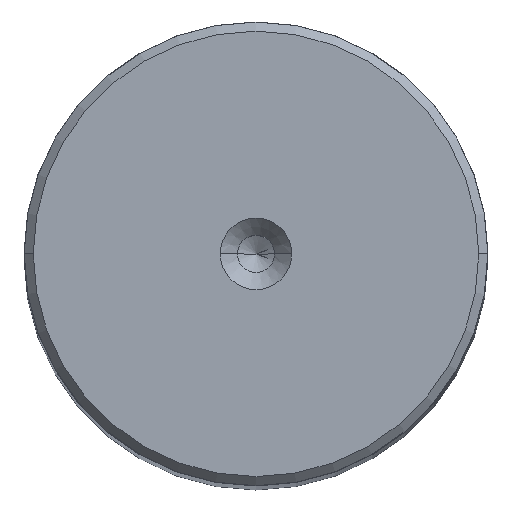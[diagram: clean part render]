
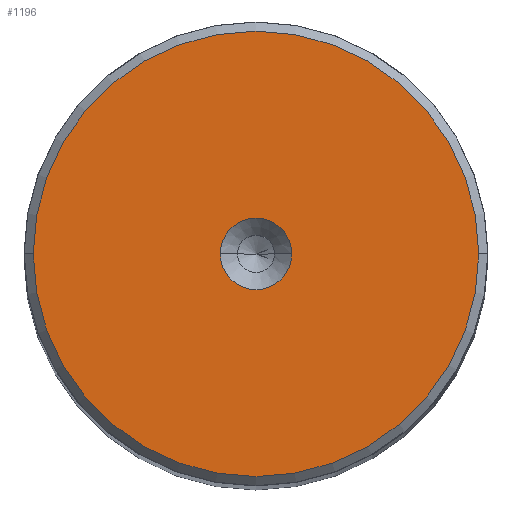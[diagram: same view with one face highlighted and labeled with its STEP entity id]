
A CAD part, top view. The second image highlights one B-rep face of the part: STEP entity #1196.
In plain terms, the highlighted planar face has unit normal (0, 0, 1).
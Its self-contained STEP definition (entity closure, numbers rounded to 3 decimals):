
#22 = EDGE_CURVE ( 'NONE', #2497, #722, #2477, .T. ) ;
#146 = AXIS2_PLACEMENT_3D ( 'NONE', #601, #805, #1470 ) ;
#252 = AXIS2_PLACEMENT_3D ( 'NONE', #1621, #1406, #976 ) ;
#303 = EDGE_CURVE ( 'NONE', #2188, #1227, #897, .T. ) ;
#338 = CIRCLE ( 'NONE', #252, 24.016 ) ;
#441 = AXIS2_PLACEMENT_3D ( 'NONE', #1647, #1202, #2688 ) ;
#572 = PLANE ( 'NONE',  #441 ) ;
#594 = EDGE_LOOP ( 'NONE', ( #2342, #2226 ) ) ;
#601 = CARTESIAN_POINT ( 'NONE',  ( 0., 0., 260. ) ) ;
#722 = VERTEX_POINT ( 'NONE', #2643 ) ;
#730 = CARTESIAN_POINT ( 'NONE',  ( 24.016, 0., 260. ) ) ;
#805 = DIRECTION ( 'NONE',  ( 0., 0., 1. ) ) ;
#897 = CIRCLE ( 'NONE', #1866, 24.016 ) ;
#976 = DIRECTION ( 'NONE',  ( 1., 0., 0. ) ) ;
#1172 = DIRECTION ( 'NONE',  ( 1., 0., 0. ) ) ;
#1196 = ADVANCED_FACE ( 'NONE', ( #1325, #1600 ), #572, .T. ) ;
#1202 = DIRECTION ( 'NONE',  ( 0., 0., 1. ) ) ;
#1227 = VERTEX_POINT ( 'NONE', #1853 ) ;
#1325 = FACE_BOUND ( 'NONE', #2145, .T. ) ;
#1406 = DIRECTION ( 'NONE',  ( 0., 0., 1. ) ) ;
#1434 = AXIS2_PLACEMENT_3D ( 'NONE', #2230, #2455, #1172 ) ;
#1470 = DIRECTION ( 'NONE',  ( 1., 0., 0. ) ) ;
#1478 = DIRECTION ( 'NONE',  ( 0., 0., 1. ) ) ;
#1600 = FACE_OUTER_BOUND ( 'NONE', #594, .T. ) ;
#1621 = CARTESIAN_POINT ( 'NONE',  ( 0., 0., 260. ) ) ;
#1629 = EDGE_CURVE ( 'NONE', #1227, #2188, #338, .T. ) ;
#1641 = EDGE_CURVE ( 'NONE', #722, #2497, #2503, .T. ) ;
#1647 = CARTESIAN_POINT ( 'NONE',  ( 0., 0., 260. ) ) ;
#1797 = ORIENTED_EDGE ( 'NONE', *, *, #1641, .F. ) ;
#1840 = ORIENTED_EDGE ( 'NONE', *, *, #22, .F. ) ;
#1853 = CARTESIAN_POINT ( 'NONE',  ( -24.016, 0., 260. ) ) ;
#1866 = AXIS2_PLACEMENT_3D ( 'NONE', #1903, #1478, #1895 ) ;
#1895 = DIRECTION ( 'NONE',  ( 1., 0., 0. ) ) ;
#1903 = CARTESIAN_POINT ( 'NONE',  ( 0., 0., 260. ) ) ;
#2145 = EDGE_LOOP ( 'NONE', ( #1840, #1797 ) ) ;
#2188 = VERTEX_POINT ( 'NONE', #730 ) ;
#2226 = ORIENTED_EDGE ( 'NONE', *, *, #303, .T. ) ;
#2230 = CARTESIAN_POINT ( 'NONE',  ( 0., 0., 260. ) ) ;
#2342 = ORIENTED_EDGE ( 'NONE', *, *, #1629, .T. ) ;
#2455 = DIRECTION ( 'NONE',  ( 0., 0., 1. ) ) ;
#2477 = CIRCLE ( 'NONE', #146, 3.85 ) ;
#2497 = VERTEX_POINT ( 'NONE', #2697 ) ;
#2503 = CIRCLE ( 'NONE', #1434, 3.85 ) ;
#2643 = CARTESIAN_POINT ( 'NONE',  ( -3.85, 0., 260. ) ) ;
#2688 = DIRECTION ( 'NONE',  ( 1., 0., 0. ) ) ;
#2697 = CARTESIAN_POINT ( 'NONE',  ( 3.85, 0., 260. ) ) ;
